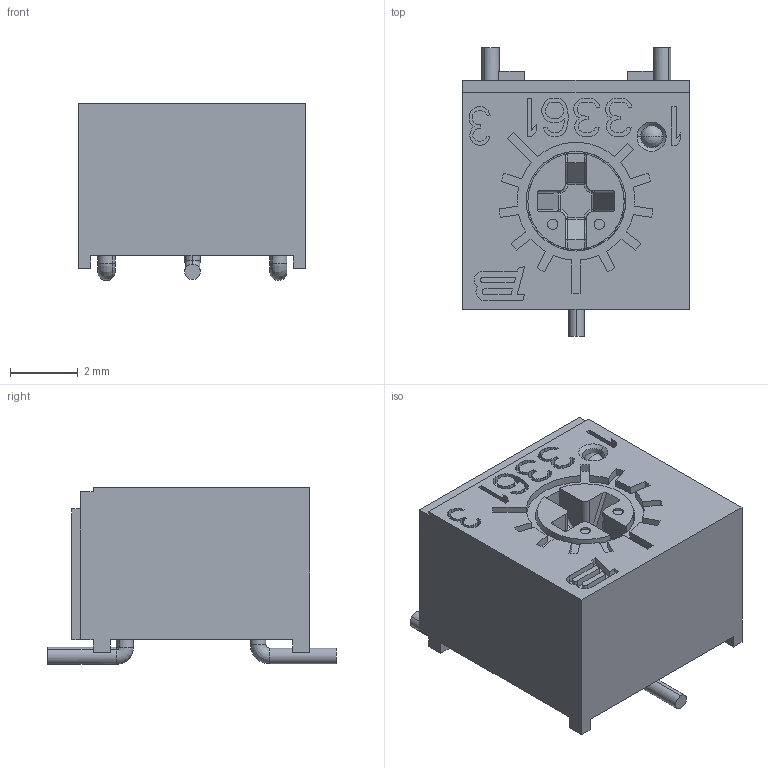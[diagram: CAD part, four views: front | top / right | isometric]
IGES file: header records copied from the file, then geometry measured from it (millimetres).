
Start section:  PTC IGES file: 3361p001.igs
Global section: file name: 3361p001.igs; native system: Creo Parametric by Parametric Technology Corporation; preprocessor: 2012230; author: RICKB; organization: Unknown; date: 20130222.074201; units: inch
Bounding box: 6.71 x 8.53 x 5.23 mm (x, y, z)
Volume: 200.3 mm3; surface area: 294 mm2
Topology: 1 solids, 8 shells, 487 faces, 1351 edges, 891 vertices
Faces by surface type: bspline 393, revolution 94
